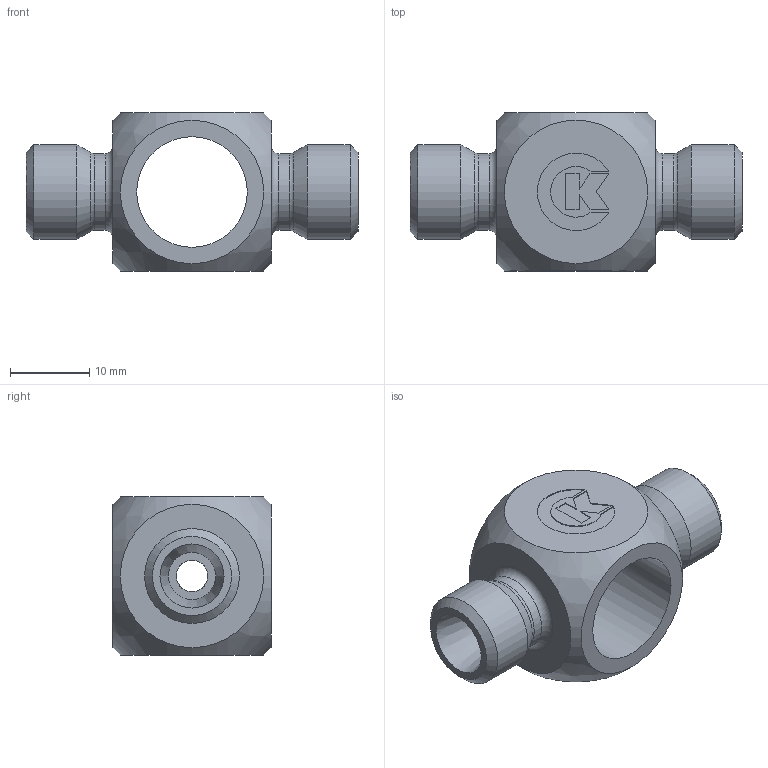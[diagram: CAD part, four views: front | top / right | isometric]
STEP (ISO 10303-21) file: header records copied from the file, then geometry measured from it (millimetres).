
FILE_DESCRIPTION((''),'2;1');
FILE_NAME('74762706.stp','2014-10-24T15:57:50',(''),('KNOMI spol. s r. o.'),'Autodesk Inventor 2012','Autodesk Inventor 2012','');
FILE_SCHEMA(('AUTOMOTIVE_DESIGN { 1 2 10303 214 0 1 1 1 }'));
Length unit declared in the file: millimetre
Products named in the file (1): Oko T st.příp.kuž.M12 Tr06
Bounding box: 42 x 20 x 20 mm (x, y, z)
Volume: 5863.6 mm3; surface area: 3924.2 mm2
Topology: 1 solids, 2 shells, 88 faces, 209 edges, 138 vertices
Faces by surface type: plane 62, cylinder 15, cone 6, torus 4, sphere 1
Full cylindrical faces by diameter (mm): 4 x2, 6 x2, 9.7 x2, 12 x2, 14 x1
Entity records: 2445 total; most frequent: CARTESIAN_POINT 464, DIRECTION 403, ORIENTED_EDGE 358, EDGE_CURVE 179, AXIS2_PLACEMENT_3D 137, VERTEX_POINT 130, VECTOR 129, LINE 129
